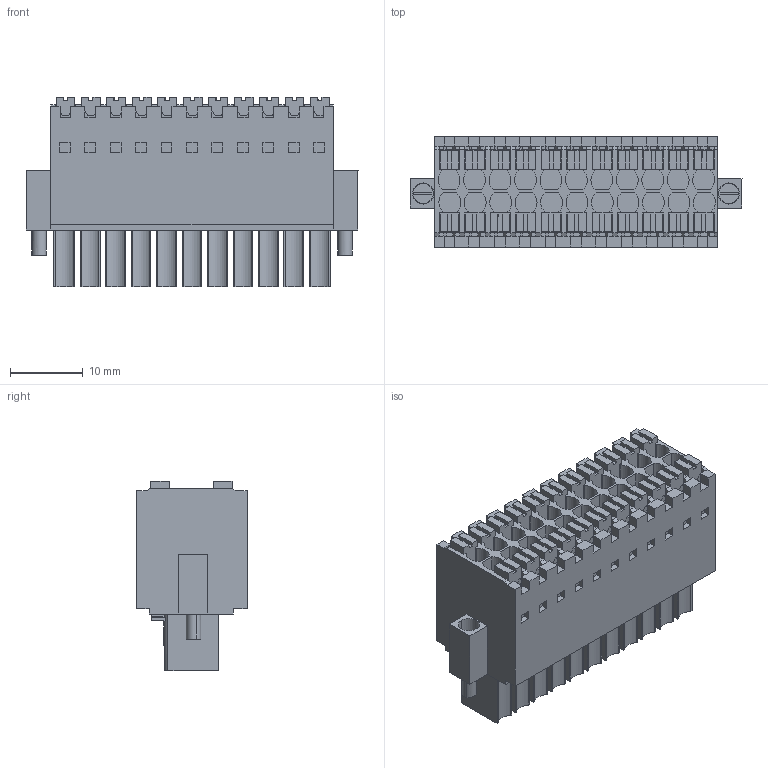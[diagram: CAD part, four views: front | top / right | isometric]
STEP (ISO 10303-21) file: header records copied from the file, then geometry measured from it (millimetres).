
FILE_DESCRIPTION(('CATIA V5 STEP Exchange','CAx-IF Rec.Pracs.--- Model Styling and Organization---1.2---2011-12-15'),'2;1');
FILE_NAME ('D1450479_0', '2017-05-29T08:40:42+00:00', ('none'), ('Weidmueller'), 'CATIA Version 5-6 Release 2014', 'CATIA V5 STEP AP214', 'none');
FILE_SCHEMA(('AUTOMOTIVE_DESIGN { 1 0 10303 214 1 1 1 1 }'));
Length unit declared in the file: millimetre
Products named in the file (1): 1277950000
Bounding box: 45.65 x 15.2 x 26.05 mm (x, y, z)
Volume: 11005.3 mm3; surface area: 8766.9 mm2
Topology: 25 solids, 25 shells, 1297 faces, 3576 edges, 2388 vertices
Faces by surface type: plane 1215, cylinder 82
Entity records: 38154 total; most frequent: ORIENTED_EDGE 7152, CARTESIAN_POINT 6909, DIRECTION 5211, EDGE_CURVE 3576, VECTOR 3298, LINE 3298, VERTEX_POINT 2388, EDGE_LOOP 1360
